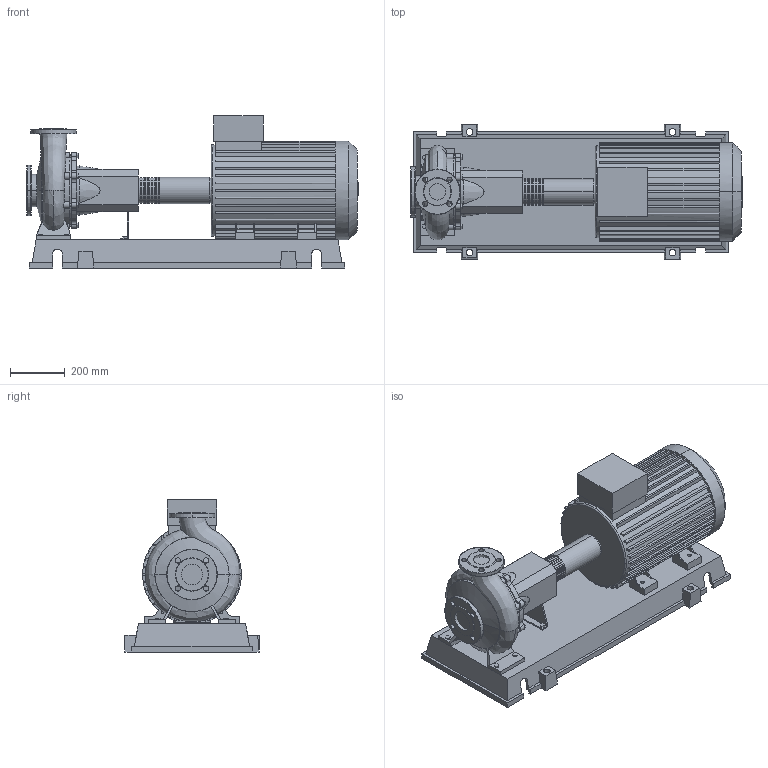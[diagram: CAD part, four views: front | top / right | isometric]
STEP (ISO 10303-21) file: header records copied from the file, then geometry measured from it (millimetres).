
FILE_DESCRIPTION((''),'2;1');
FILE_NAME('3d_NL50_250-22-2-12-4109107.stp','2015-03-03T07:12:45',(''),(''),'Mechanical Desktop 2009','Mechanical Desktop 2009',', , ');
FILE_SCHEMA(('CONFIG_CONTROL_DESIGN'));
Length unit declared in the file: millimetre
Products named in the file (1): Product
Bounding box: 1211 x 490 x 555 mm (x, y, z)
Volume: 79884930.5 mm3; surface area: 3745821 mm2
Topology: 11 solids, 11 shells, 844 faces, 2224 edges, 1466 vertices
Faces by surface type: plane 430, cylinder 202, bspline 196, cone 10, torus 6
Entity records: 30777 total; most frequent: CARTESIAN_POINT 9942, ORIENTED_EDGE 4450, DIRECTION 4095, EDGE_CURVE 2225, VERTEX_POINT 1463, VECTOR 1411, LINE 1411, AXIS2_PLACEMENT_3D 1342
